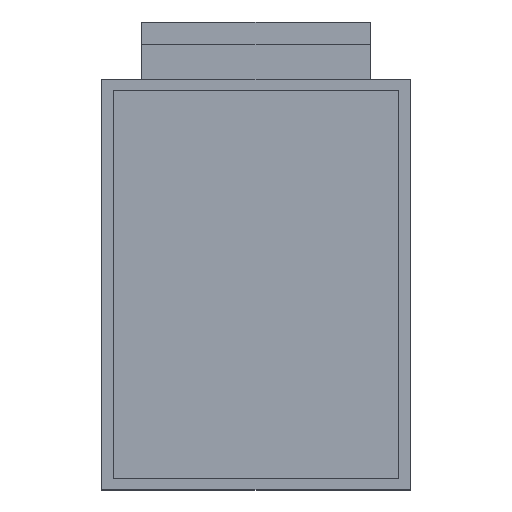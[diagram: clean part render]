
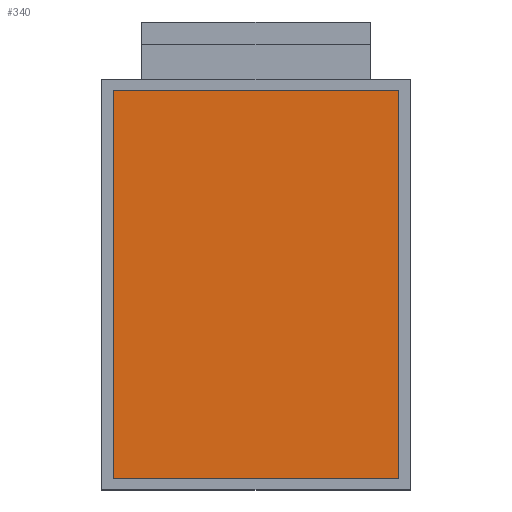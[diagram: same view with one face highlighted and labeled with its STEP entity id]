
A CAD part, top view. The second image highlights one B-rep face of the part: STEP entity #340.
In plain terms, the highlighted planar face has unit normal (0, 0, 1).
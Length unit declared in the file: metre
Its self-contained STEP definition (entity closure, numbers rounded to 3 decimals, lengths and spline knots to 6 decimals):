
#61=ORIENTED_EDGE('',*,*,#122,.F.);
#62=ORIENTED_EDGE('',*,*,#125,.T.);
#63=ORIENTED_EDGE('',*,*,#127,.T.);
#64=ORIENTED_EDGE('',*,*,#128,.F.);
#122=EDGE_CURVE('',#161,#162,#196,.T.);
#125=EDGE_CURVE('',#161,#163,#199,.T.);
#127=EDGE_CURVE('',#163,#164,#201,.T.);
#128=EDGE_CURVE('',#162,#164,#202,.T.);
#161=VERTEX_POINT('',#525);
#162=VERTEX_POINT('',#527);
#163=VERTEX_POINT('',#531);
#164=VERTEX_POINT('',#535);
#196=LINE('',#526,#238);
#199=LINE('',#532,#241);
#201=LINE('',#536,#243);
#202=LINE('',#538,#244);
#238=VECTOR('',#431,1.);
#241=VECTOR('',#436,1.);
#243=VECTOR('',#440,1.);
#244=VECTOR('',#443,1.);
#274=EDGE_LOOP('',(#61,#62,#63,#64));
#298=FACE_BOUND('',#274,.T.);
#321=PLANE('',#385);
#340=ADVANCED_FACE('',(#298),#321,.T.);
#385=AXIS2_PLACEMENT_3D('',#539,#444,#445);
#431=DIRECTION('',(0.,1.,0.));
#436=DIRECTION('',(1.,0.,0.));
#440=DIRECTION('',(0.,1.,0.));
#443=DIRECTION('',(1.,0.,0.));
#444=DIRECTION('',(0.,0.,1.));
#445=DIRECTION('',(1.,0.,0.));
#525=CARTESIAN_POINT('',(-0.005,-0.08,0.0015));
#526=CARTESIAN_POINT('',(-0.005,-0.046,0.0015));
#527=CARTESIAN_POINT('',(-0.005,-0.012,0.0015));
#531=CARTESIAN_POINT('',(0.045,-0.08,0.0015));
#532=CARTESIAN_POINT('',(0.02,-0.08,0.0015));
#535=CARTESIAN_POINT('',(0.045,-0.012,0.0015));
#536=CARTESIAN_POINT('',(0.045,-0.046,0.0015));
#538=CARTESIAN_POINT('',(0.02,-0.012,0.0015));
#539=CARTESIAN_POINT('',(0.02,-0.046,0.0015));
